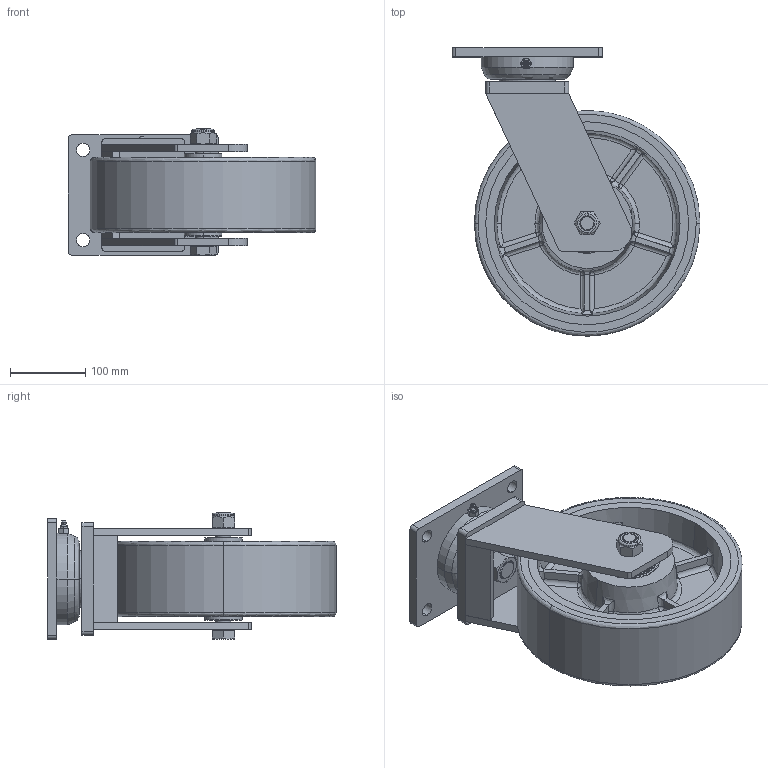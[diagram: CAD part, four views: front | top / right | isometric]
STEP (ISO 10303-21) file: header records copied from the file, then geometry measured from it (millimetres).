
FILE_DESCRIPTION (( 'STEP AP214' ), '1' );
FILE_NAME ('0012054.step', '2024-02-26T09:53:57', ( '' ), ( '' ), 'SwSTEP 2.0', 'SolidWorks 2020', '' );
FILE_SCHEMA (( 'AUTOMOTIVE_DESIGN' ));
Length unit declared in the file: millimetre
Products named in the file (1): 0012054
Bounding box: 329.65 x 383.26 x 168.02 mm (x, y, z)
Surface area: 1028464.7 mm2 (no closed solid volume)
Topology: 0 solids, 92 shells, 2135 faces, 5416 edges, 3258 vertices
Faces by surface type: bspline 862, cylinder 595, plane 522, cone 156
Entity records: 124611 total; most frequent: CARTESIAN_POINT 55026, ORIENTED_EDGE 10310, DIRECTION 8409, EDGE_CURVE 5167, AXIS2_PLACEMENT_3D 3458, VERTEX_POINT 3258, EDGE_LOOP 2427, UNCERTAINTY_MEASURE_WITH_UNIT 2223
